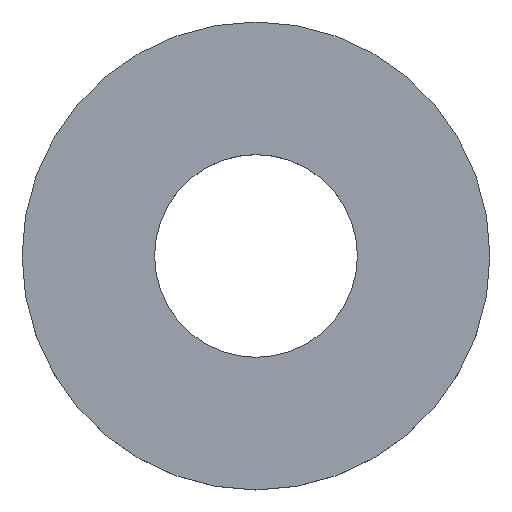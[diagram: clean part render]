
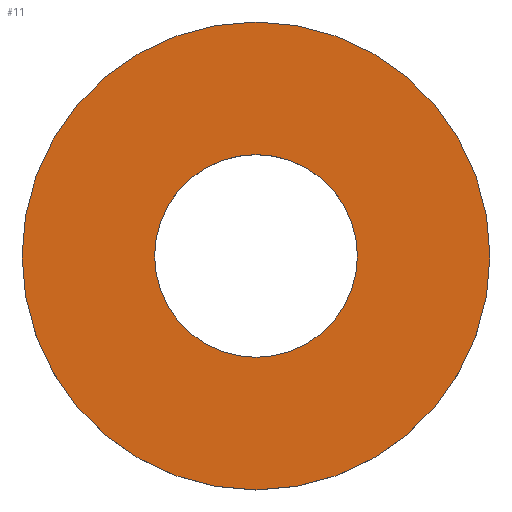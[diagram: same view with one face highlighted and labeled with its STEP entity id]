
A CAD part, top view. The second image highlights one B-rep face of the part: STEP entity #11.
In plain terms, the highlighted planar face has unit normal (0, 0, 1).
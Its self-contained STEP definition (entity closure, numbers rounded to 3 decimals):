
#2 = AXIS2_PLACEMENT_3D ( 'NONE', #128, #131, #146 ) ;
#10 = CIRCLE ( 'NONE', #41, 4.5 ) ;
#11 = ADVANCED_FACE ( 'NONE', ( #104, #51 ), #95, .T. ) ;
#14 = DIRECTION ( 'NONE',  ( 1., 0., 0. ) ) ;
#16 = CARTESIAN_POINT ( 'NONE',  ( 0., 0., 1. ) ) ;
#18 = DIRECTION ( 'NONE',  ( 0., 0., 1. ) ) ;
#31 = VERTEX_POINT ( 'NONE', #180 ) ;
#32 = AXIS2_PLACEMENT_3D ( 'NONE', #182, #77, #165 ) ;
#33 = ORIENTED_EDGE ( 'NONE', *, *, #94, .F. ) ;
#39 = DIRECTION ( 'NONE',  ( 0., 0., 1. ) ) ;
#41 = AXIS2_PLACEMENT_3D ( 'NONE', #16, #18, #133 ) ;
#51 = FACE_BOUND ( 'NONE', #134, .T. ) ;
#57 = CARTESIAN_POINT ( 'NONE',  ( -1.95, 0., 1. ) ) ;
#61 = ORIENTED_EDGE ( 'NONE', *, *, #203, .F. ) ;
#69 = CIRCLE ( 'NONE', #147, 4.5 ) ;
#77 = DIRECTION ( 'NONE',  ( 0., 0., 1. ) ) ;
#78 = CARTESIAN_POINT ( 'NONE',  ( 0., 0., 1. ) ) ;
#94 = EDGE_CURVE ( 'NONE', #196, #105, #98, .T. ) ;
#95 = PLANE ( 'NONE',  #2 ) ;
#96 = DIRECTION ( 'NONE',  ( 0., 0., 1. ) ) ;
#98 = CIRCLE ( 'NONE', #157, 1.95 ) ;
#103 = CIRCLE ( 'NONE', #32, 1.95 ) ;
#104 = FACE_OUTER_BOUND ( 'NONE', #183, .T. ) ;
#105 = VERTEX_POINT ( 'NONE', #57 ) ;
#128 = CARTESIAN_POINT ( 'NONE',  ( 0., 0., 1. ) ) ;
#130 = CARTESIAN_POINT ( 'NONE',  ( 0., 0., 1. ) ) ;
#131 = DIRECTION ( 'NONE',  ( 0., 0., 1. ) ) ;
#133 = DIRECTION ( 'NONE',  ( 1., 0., 0. ) ) ;
#134 = EDGE_LOOP ( 'NONE', ( #61, #33 ) ) ;
#146 = DIRECTION ( 'NONE',  ( 1., 0., 0. ) ) ;
#147 = AXIS2_PLACEMENT_3D ( 'NONE', #78, #96, #249 ) ;
#157 = AXIS2_PLACEMENT_3D ( 'NONE', #130, #39, #14 ) ;
#165 = DIRECTION ( 'NONE',  ( 1., 0., 0. ) ) ;
#166 = ORIENTED_EDGE ( 'NONE', *, *, #184, .T. ) ;
#167 = CARTESIAN_POINT ( 'NONE',  ( 4.5, 0., 1. ) ) ;
#180 = CARTESIAN_POINT ( 'NONE',  ( -4.5, 0., 1. ) ) ;
#182 = CARTESIAN_POINT ( 'NONE',  ( 0., 0., 1. ) ) ;
#183 = EDGE_LOOP ( 'NONE', ( #225, #166 ) ) ;
#184 = EDGE_CURVE ( 'NONE', #192, #31, #10, .T. ) ;
#192 = VERTEX_POINT ( 'NONE', #167 ) ;
#196 = VERTEX_POINT ( 'NONE', #228 ) ;
#203 = EDGE_CURVE ( 'NONE', #105, #196, #103, .T. ) ;
#221 = EDGE_CURVE ( 'NONE', #31, #192, #69, .T. ) ;
#225 = ORIENTED_EDGE ( 'NONE', *, *, #221, .T. ) ;
#228 = CARTESIAN_POINT ( 'NONE',  ( 1.95, 0., 1. ) ) ;
#249 = DIRECTION ( 'NONE',  ( 1., 0., 0. ) ) ;
